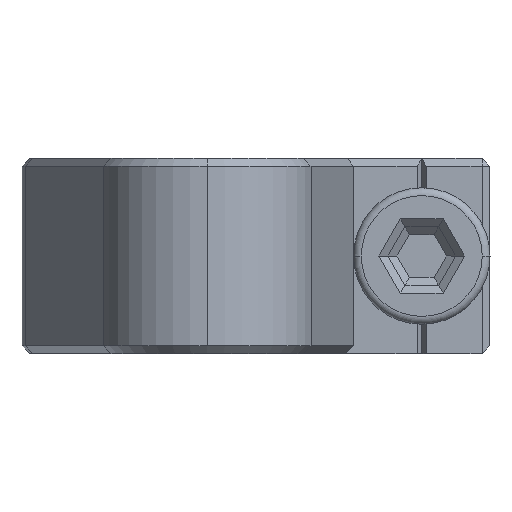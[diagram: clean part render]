
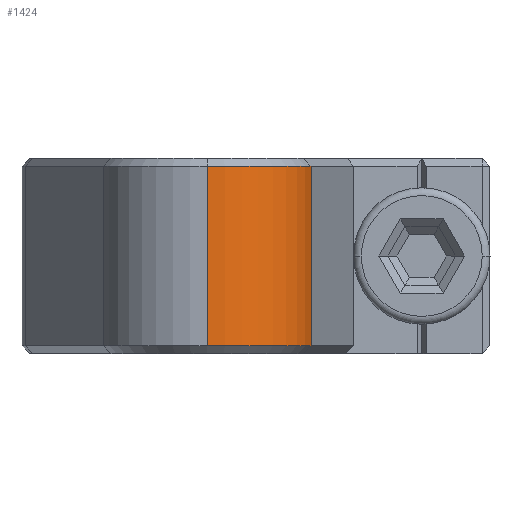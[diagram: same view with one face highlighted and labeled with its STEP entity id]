
A CAD part, left-side view. The second image highlights one B-rep face of the part: STEP entity #1424.
In plain terms, the highlighted cylindrical face has radius 5.5 mm (diameter 11 mm), a partial arc.
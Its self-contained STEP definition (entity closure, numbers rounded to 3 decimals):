
#72 = ORIENTED_EDGE ( 'NONE', *, *, #1859, .T. ) ;
#146 = ORIENTED_EDGE ( 'NONE', *, *, #1541, .T. ) ;
#206 = CARTESIAN_POINT ( 'NONE',  ( -16., 0., 9.6 ) ) ;
#278 = DIRECTION ( 'NONE',  ( 0., 0., -1. ) ) ;
#339 = CARTESIAN_POINT ( 'NONE',  ( -16., 0., 0.4 ) ) ;
#570 = EDGE_LOOP ( 'NONE', ( #146, #72, #3099, #1740 ) ) ;
#736 = CARTESIAN_POINT ( 'NONE',  ( -21.5, 0., 9.6 ) ) ;
#761 = DIRECTION ( 'NONE',  ( 0., 0., -1. ) ) ;
#943 = VERTEX_POINT ( 'NONE', #736 ) ;
#1054 = CARTESIAN_POINT ( 'NONE',  ( -17.382, -5.323, 10. ) ) ;
#1095 = CARTESIAN_POINT ( 'NONE',  ( -21.5, 0., 10. ) ) ;
#1157 = VERTEX_POINT ( 'NONE', #2830 ) ;
#1285 = DIRECTION ( 'NONE',  ( 0., 0., 1. ) ) ;
#1410 = CIRCLE ( 'NONE', #2570, 5.5 ) ;
#1415 = CARTESIAN_POINT ( 'NONE',  ( -21.5, 0., 0.4 ) ) ;
#1424 = ADVANCED_FACE ( 'NONE', ( #2531 ), #2284, .T. ) ;
#1455 = DIRECTION ( 'NONE',  ( 1., 0., 0. ) ) ;
#1541 = EDGE_CURVE ( 'NONE', #1157, #943, #1652, .T. ) ;
#1615 = EDGE_CURVE ( 'NONE', #2371, #2467, #1410, .T. ) ;
#1652 = CIRCLE ( 'NONE', #1922, 5.5 ) ;
#1719 = DIRECTION ( 'NONE',  ( -1., 0., 0. ) ) ;
#1731 = DIRECTION ( 'NONE',  ( 0., 0., -1. ) ) ;
#1740 = ORIENTED_EDGE ( 'NONE', *, *, #1870, .F. ) ;
#1859 = EDGE_CURVE ( 'NONE', #943, #2371, #3109, .T. ) ;
#1870 = EDGE_CURVE ( 'NONE', #1157, #2467, #3066, .T. ) ;
#1922 = AXIS2_PLACEMENT_3D ( 'NONE', #206, #278, #1455 ) ;
#2104 = DIRECTION ( 'NONE',  ( 0., 0., -1. ) ) ;
#2261 = DIRECTION ( 'NONE',  ( 1., 0., 0. ) ) ;
#2284 = CYLINDRICAL_SURFACE ( 'NONE', #2304, 5.5 ) ;
#2304 = AXIS2_PLACEMENT_3D ( 'NONE', #2773, #761, #1719 ) ;
#2371 = VERTEX_POINT ( 'NONE', #1415 ) ;
#2467 = VERTEX_POINT ( 'NONE', #2955 ) ;
#2531 = FACE_OUTER_BOUND ( 'NONE', #570, .T. ) ;
#2570 = AXIS2_PLACEMENT_3D ( 'NONE', #339, #1285, #2261 ) ;
#2773 = CARTESIAN_POINT ( 'NONE',  ( -16., 0., 10. ) ) ;
#2830 = CARTESIAN_POINT ( 'NONE',  ( -17.382, -5.323, 9.6 ) ) ;
#2955 = CARTESIAN_POINT ( 'NONE',  ( -17.382, -5.323, 0.4 ) ) ;
#3022 = VECTOR ( 'NONE', #1731, 1000. ) ;
#3053 = VECTOR ( 'NONE', #2104, 1000. ) ;
#3066 = LINE ( 'NONE', #1054, #3022 ) ;
#3099 = ORIENTED_EDGE ( 'NONE', *, *, #1615, .T. ) ;
#3109 = LINE ( 'NONE', #1095, #3053 ) ;
